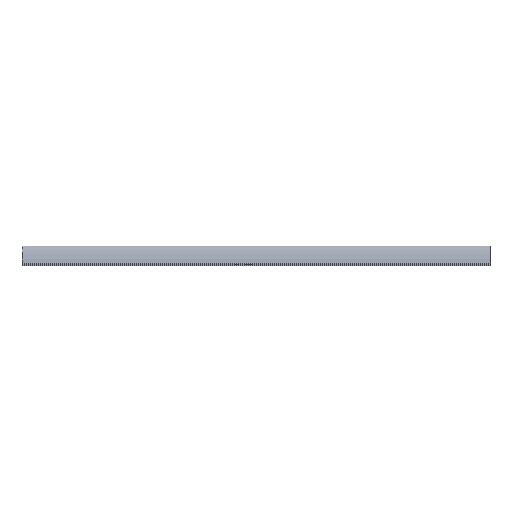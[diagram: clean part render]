
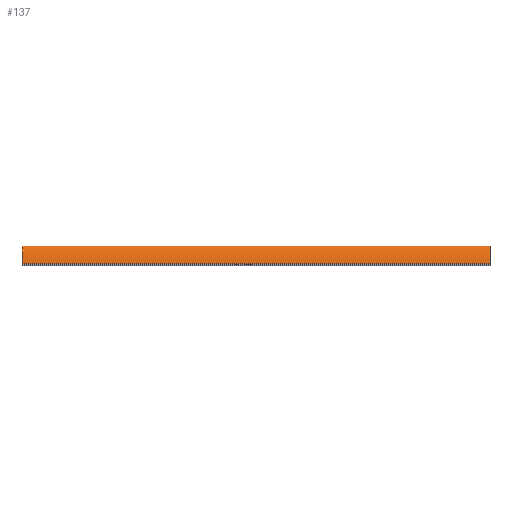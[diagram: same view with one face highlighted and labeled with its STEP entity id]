
A CAD part, top view. The second image highlights one B-rep face of the part: STEP entity #137.
In plain terms, the highlighted cylindrical face has radius 174.48 mm (diameter 348.96 mm), a partial arc.
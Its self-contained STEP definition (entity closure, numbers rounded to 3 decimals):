
#137 = ADVANCED_FACE( '', ( #380 ), #381, .T. );
#380 = FACE_OUTER_BOUND( '', #749, .T. );
#381 = CYLINDRICAL_SURFACE( '', #750, 174.48 );
#749 = EDGE_LOOP( '', ( #1112, #1113, #1114, #1115 ) );
#750 = AXIS2_PLACEMENT_3D( '', #1116, #1117, #1118 );
#1112 = ORIENTED_EDGE( '', *, *, #2108, .T. );
#1113 = ORIENTED_EDGE( '', *, *, #2109, .F. );
#1114 = ORIENTED_EDGE( '', *, *, #2110, .F. );
#1115 = ORIENTED_EDGE( '', *, *, #2111, .T. );
#1116 = CARTESIAN_POINT( '', ( -2400., -50., -125.98 ) );
#1117 = DIRECTION( '', ( -1., 0., 0. ) );
#1118 = DIRECTION( '', ( 0., 0., -1. ) );
#2108 = EDGE_CURVE( '', #2493, #2494, #2495, .T. );
#2109 = EDGE_CURVE( '', #2496, #2494, #2497, .T. );
#2110 = EDGE_CURVE( '', #2498, #2496, #2499, .T. );
#2111 = EDGE_CURVE( '', #2498, #2493, #2500, .T. );
#2493 = VERTEX_POINT( '', #3062 );
#2494 = VERTEX_POINT( '', #3063 );
#2495 = CIRCLE( '', #3064, 174.48 );
#2496 = VERTEX_POINT( '', #3065 );
#2497 = LINE( '', #3066, #3067 );
#2498 = VERTEX_POINT( '', #3068 );
#2499 = CIRCLE( '', #3069, 174.48 );
#2500 = LINE( '', #3070, #3071 );
#3062 = CARTESIAN_POINT( '', ( 0., -39., 48.153 ) );
#3063 = CARTESIAN_POINT( '', ( 0., 50., 17. ) );
#3064 = AXIS2_PLACEMENT_3D( '', #3822, #3823, #3824 );
#3065 = CARTESIAN_POINT( '', ( -2400., 50., 17. ) );
#3066 = CARTESIAN_POINT( '', ( -2400., 50., 17. ) );
#3067 = VECTOR( '', #3825, 1000. );
#3068 = CARTESIAN_POINT( '', ( -2400., -39., 48.153 ) );
#3069 = AXIS2_PLACEMENT_3D( '', #3826, #3827, #3828 );
#3070 = CARTESIAN_POINT( '', ( -2400., -39., 48.153 ) );
#3071 = VECTOR( '', #3829, 1000. );
#3822 = CARTESIAN_POINT( '', ( 0., -50., -125.98 ) );
#3823 = DIRECTION( '', ( -1., 0., 0. ) );
#3824 = DIRECTION( '', ( 0., -1., 0. ) );
#3825 = DIRECTION( '', ( 1., 0., 0. ) );
#3826 = CARTESIAN_POINT( '', ( -2400., -50., -125.98 ) );
#3827 = DIRECTION( '', ( -1., 0., 0. ) );
#3828 = DIRECTION( '', ( 0., -1., 0. ) );
#3829 = DIRECTION( '', ( 1., 0., 0. ) );
